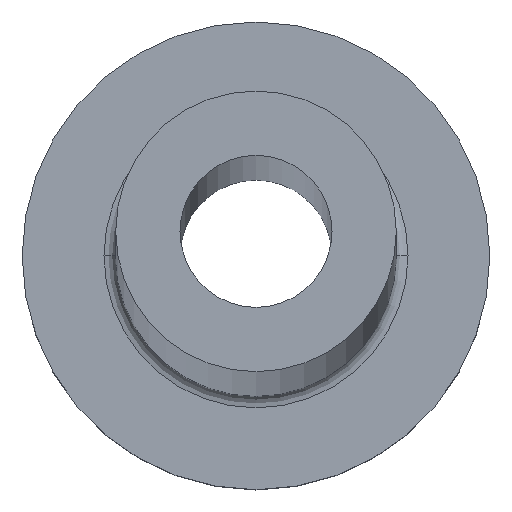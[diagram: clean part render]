
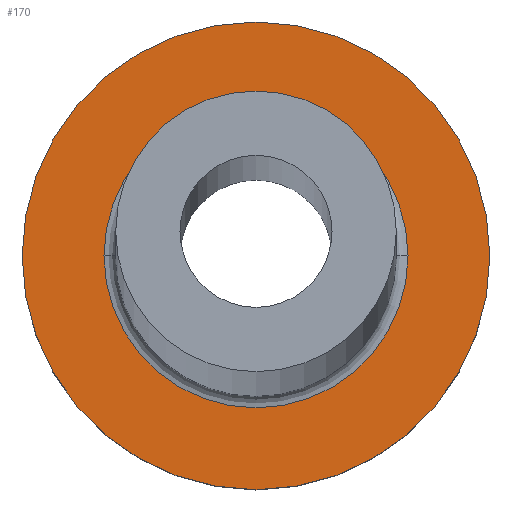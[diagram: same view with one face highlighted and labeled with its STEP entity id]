
A CAD part, top view. The second image highlights one B-rep face of the part: STEP entity #170.
In plain terms, the highlighted planar face has unit normal (0, 0, 1).
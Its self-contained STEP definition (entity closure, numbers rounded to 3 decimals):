
#20 = CIRCLE ( 'NONE', #139, 10. ) ;
#22 = CARTESIAN_POINT ( 'NONE',  ( 6.5, 0., 7. ) ) ;
#32 = DIRECTION ( 'NONE',  ( 0., 0., 1. ) ) ;
#44 = VERTEX_POINT ( 'NONE', #22 ) ;
#56 = DIRECTION ( 'NONE',  ( 1., 0., 0. ) ) ;
#63 = DIRECTION ( 'NONE',  ( 0., 0., 1. ) ) ;
#70 = ORIENTED_EDGE ( 'NONE', *, *, #206, .T. ) ;
#72 = VERTEX_POINT ( 'NONE', #162 ) ;
#83 = DIRECTION ( 'NONE',  ( 1., 0., 0. ) ) ;
#86 = AXIS2_PLACEMENT_3D ( 'NONE', #251, #32, #83 ) ;
#92 = EDGE_LOOP ( 'NONE', ( #70, #359 ) ) ;
#99 = EDGE_CURVE ( 'NONE', #213, #44, #279, .T. ) ;
#111 = CARTESIAN_POINT ( 'NONE',  ( 0., 0., 7. ) ) ;
#122 = AXIS2_PLACEMENT_3D ( 'NONE', #137, #259, #194 ) ;
#123 = VERTEX_POINT ( 'NONE', #376 ) ;
#133 = PLANE ( 'NONE',  #86 ) ;
#137 = CARTESIAN_POINT ( 'NONE',  ( 0., 0., 7. ) ) ;
#139 = AXIS2_PLACEMENT_3D ( 'NONE', #356, #63, #267 ) ;
#140 = CARTESIAN_POINT ( 'NONE',  ( -6.5, 0., 7. ) ) ;
#142 = DIRECTION ( 'NONE',  ( 0., 0., -1. ) ) ;
#162 = CARTESIAN_POINT ( 'NONE',  ( 10., 0., 7. ) ) ;
#170 = ADVANCED_FACE ( 'NONE', ( #369, #223 ), #133, .T. ) ;
#177 = CARTESIAN_POINT ( 'NONE',  ( 0., 0., 7. ) ) ;
#179 = ORIENTED_EDGE ( 'NONE', *, *, #99, .T. ) ;
#185 = ORIENTED_EDGE ( 'NONE', *, *, #322, .T. ) ;
#194 = DIRECTION ( 'NONE',  ( 1., 0., 0. ) ) ;
#195 = CIRCLE ( 'NONE', #220, 6.5 ) ;
#206 = EDGE_CURVE ( 'NONE', #123, #72, #20, .T. ) ;
#213 = VERTEX_POINT ( 'NONE', #140 ) ;
#220 = AXIS2_PLACEMENT_3D ( 'NONE', #111, #142, #231 ) ;
#223 = FACE_OUTER_BOUND ( 'NONE', #92, .T. ) ;
#231 = DIRECTION ( 'NONE',  ( 1., 0., 0. ) ) ;
#233 = EDGE_CURVE ( 'NONE', #72, #123, #337, .T. ) ;
#251 = CARTESIAN_POINT ( 'NONE',  ( 0., 0., 7. ) ) ;
#259 = DIRECTION ( 'NONE',  ( 0., 0., -1. ) ) ;
#262 = DIRECTION ( 'NONE',  ( 0., 0., 1. ) ) ;
#267 = DIRECTION ( 'NONE',  ( 1., 0., 0. ) ) ;
#276 = EDGE_LOOP ( 'NONE', ( #185, #179 ) ) ;
#279 = CIRCLE ( 'NONE', #122, 6.5 ) ;
#322 = EDGE_CURVE ( 'NONE', #44, #213, #195, .T. ) ;
#337 = CIRCLE ( 'NONE', #362, 10. ) ;
#356 = CARTESIAN_POINT ( 'NONE',  ( 0., 0., 7. ) ) ;
#359 = ORIENTED_EDGE ( 'NONE', *, *, #233, .T. ) ;
#362 = AXIS2_PLACEMENT_3D ( 'NONE', #177, #262, #56 ) ;
#369 = FACE_BOUND ( 'NONE', #276, .T. ) ;
#376 = CARTESIAN_POINT ( 'NONE',  ( -10., 0., 7. ) ) ;
